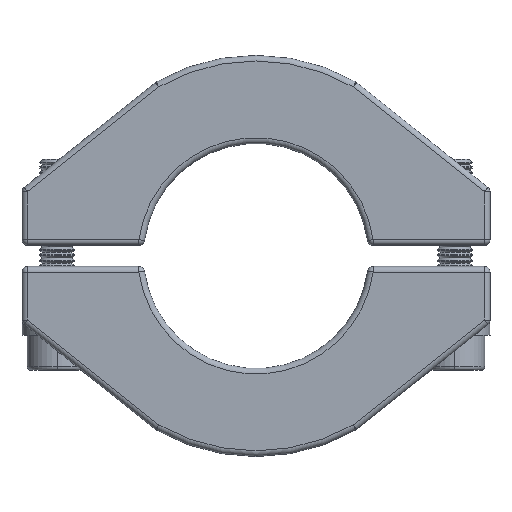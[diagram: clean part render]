
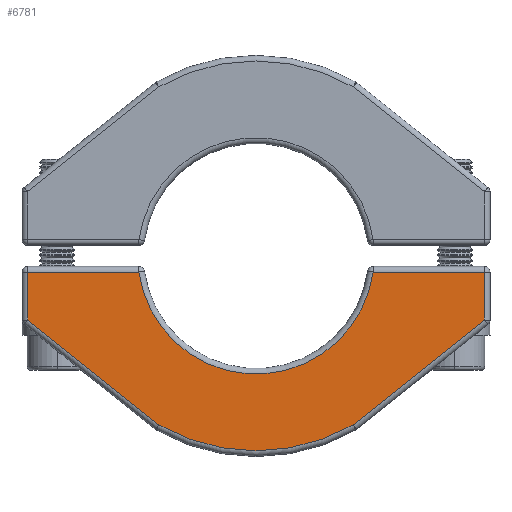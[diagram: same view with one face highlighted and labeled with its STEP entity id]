
A CAD part, top view. The second image highlights one B-rep face of the part: STEP entity #6781.
In plain terms, the highlighted planar face has unit normal (0, 0, 1).
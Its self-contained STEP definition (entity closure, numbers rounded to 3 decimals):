
#140 = CIRCLE ( 'NONE', #15483, 16.8 ) ;
#156 = VECTOR ( 'NONE', #742, 1000. ) ;
#160 = LINE ( 'NONE', #733, #156 ) ;
#167 = LINE ( 'NONE', #749, #168 ) ;
#168 = VECTOR ( 'NONE', #750, 1000. ) ;
#169 = LINE ( 'NONE', #751, #170 ) ;
#170 = VECTOR ( 'NONE', #752, 1000. ) ;
#173 = LINE ( 'NONE', #755, #174 ) ;
#174 = VECTOR ( 'NONE', #756, 1000. ) ;
#179 = CIRCLE ( 'NONE', #15485, 27.7 ) ;
#182 = VECTOR ( 'NONE', #810, 1000. ) ;
#190 = VECTOR ( 'NONE', #803, 1000. ) ;
#195 = LINE ( 'NONE', #796, #190 ) ;
#200 = LINE ( 'NONE', #799, #182 ) ;
#678 = CARTESIAN_POINT ( 'NONE',  ( 0., 0., 0. ) ) ;
#679 = DIRECTION ( 'NONE',  ( 0., 0., -1. ) ) ;
#680 = DIRECTION ( 'NONE',  ( -1., 0., 0. ) ) ;
#733 = CARTESIAN_POINT ( 'NONE',  ( -33.25, -2.3, 0. ) ) ;
#742 = DIRECTION ( 'NONE',  ( -1., 0., 0. ) ) ;
#749 = CARTESIAN_POINT ( 'NONE',  ( 15.93, -2.3, 0. ) ) ;
#750 = DIRECTION ( 'NONE',  ( -1., 0., 0. ) ) ;
#751 = CARTESIAN_POINT ( 'NONE',  ( 32.45, -1.5, 0. ) ) ;
#752 = DIRECTION ( 'NONE',  ( 0., 1., 0. ) ) ;
#755 = CARTESIAN_POINT ( 'NONE',  ( 32.751, -8.875, 0. ) ) ;
#756 = DIRECTION ( 'NONE',  ( 0.781, 0.624, 0. ) ) ;
#762 = CARTESIAN_POINT ( 'NONE',  ( 0., 0., 0. ) ) ;
#764 = DIRECTION ( 'NONE',  ( 0., 0., 1. ) ) ;
#765 = DIRECTION ( 'NONE',  ( -1., 0., 0. ) ) ;
#796 = CARTESIAN_POINT ( 'NONE',  ( -32.45, -9.5, 0. ) ) ;
#799 = CARTESIAN_POINT ( 'NONE',  ( -13.751, -24.057, 0. ) ) ;
#803 = DIRECTION ( 'NONE',  ( 0., -1., 0. ) ) ;
#810 = DIRECTION ( 'NONE',  ( 0.781, -0.624, 0. ) ) ;
#4170 = EDGE_LOOP ( 'NONE', ( #9182, #9180, #9177, #9175, #9173, #9171, #9169, #9168 ) ) ;
#5385 = VERTEX_POINT ( 'NONE', #11899 ) ;
#5386 = VERTEX_POINT ( 'NONE', #11900 ) ;
#5387 = VERTEX_POINT ( 'NONE', #11901 ) ;
#5388 = VERTEX_POINT ( 'NONE', #11902 ) ;
#5389 = VERTEX_POINT ( 'NONE', #11903 ) ;
#5404 = VERTEX_POINT ( 'NONE', #11918 ) ;
#5405 = VERTEX_POINT ( 'NONE', #11919 ) ;
#5413 = VERTEX_POINT ( 'NONE', #11927 ) ;
#6781 = ADVANCED_FACE ( 'NONE', ( #13538 ), #16548, .F. ) ;
#9168 = ORIENTED_EDGE ( 'NONE', *, *, #10631, .T. ) ;
#9169 = ORIENTED_EDGE ( 'NONE', *, *, #10607, .T. ) ;
#9171 = ORIENTED_EDGE ( 'NONE', *, *, #10590, .T. ) ;
#9173 = ORIENTED_EDGE ( 'NONE', *, *, #10611, .T. ) ;
#9175 = ORIENTED_EDGE ( 'NONE', *, *, #10612, .T. ) ;
#9177 = ORIENTED_EDGE ( 'NONE', *, *, #10614, .T. ) ;
#9180 = ORIENTED_EDGE ( 'NONE', *, *, #10617, .T. ) ;
#9182 = ORIENTED_EDGE ( 'NONE', *, *, #10634, .T. ) ;
#10590 = EDGE_CURVE ( 'NONE', #5386, #5385, #140, .T. ) ;
#10607 = EDGE_CURVE ( 'NONE', #5385, #5404, #160, .T. ) ;
#10611 = EDGE_CURVE ( 'NONE', #5387, #5386, #167, .T. ) ;
#10612 = EDGE_CURVE ( 'NONE', #5388, #5387, #169, .T. ) ;
#10614 = EDGE_CURVE ( 'NONE', #5389, #5388, #173, .T. ) ;
#10617 = EDGE_CURVE ( 'NONE', #5405, #5389, #179, .T. ) ;
#10631 = EDGE_CURVE ( 'NONE', #5404, #5413, #195, .T. ) ;
#10634 = EDGE_CURVE ( 'NONE', #5413, #5405, #200, .T. ) ;
#11899 = CARTESIAN_POINT ( 'NONE',  ( -16.642, -2.3, 0. ) ) ;
#11900 = CARTESIAN_POINT ( 'NONE',  ( 16.642, -2.3, 0. ) ) ;
#11901 = CARTESIAN_POINT ( 'NONE',  ( 32.45, -2.3, 0. ) ) ;
#11902 = CARTESIAN_POINT ( 'NONE',  ( 32.45, -9.115, 0. ) ) ;
#11903 = CARTESIAN_POINT ( 'NONE',  ( 13.798, -24.019, 0. ) ) ;
#11918 = CARTESIAN_POINT ( 'NONE',  ( -32.45, -2.3, 0. ) ) ;
#11919 = CARTESIAN_POINT ( 'NONE',  ( -13.798, -24.019, 0. ) ) ;
#11927 = CARTESIAN_POINT ( 'NONE',  ( -32.45, -9.115, 0. ) ) ;
#13538 = FACE_OUTER_BOUND ( 'NONE', #4170, .T. ) ;
#15389 = AXIS2_PLACEMENT_3D ( 'NONE', #16539, #16550, #16551 ) ;
#15483 = AXIS2_PLACEMENT_3D ( 'NONE', #678, #679, #680 ) ;
#15485 = AXIS2_PLACEMENT_3D ( 'NONE', #762, #764, #765 ) ;
#16539 = CARTESIAN_POINT ( 'NONE',  ( 0., 0., 0. ) ) ;
#16548 = PLANE ( 'NONE',  #15389 ) ;
#16550 = DIRECTION ( 'NONE',  ( 0., 0., -1. ) ) ;
#16551 = DIRECTION ( 'NONE',  ( -1., 0., 0. ) ) ;
